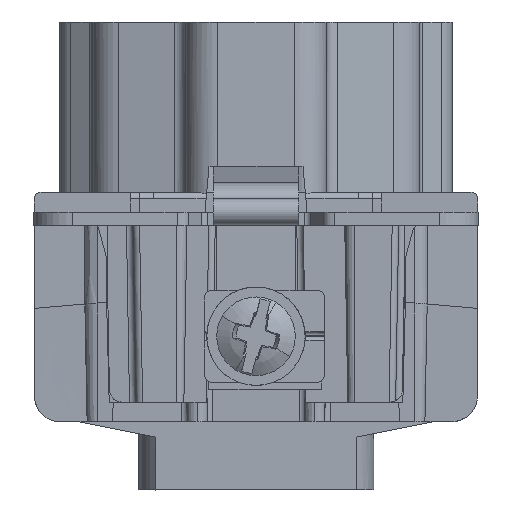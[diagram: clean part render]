
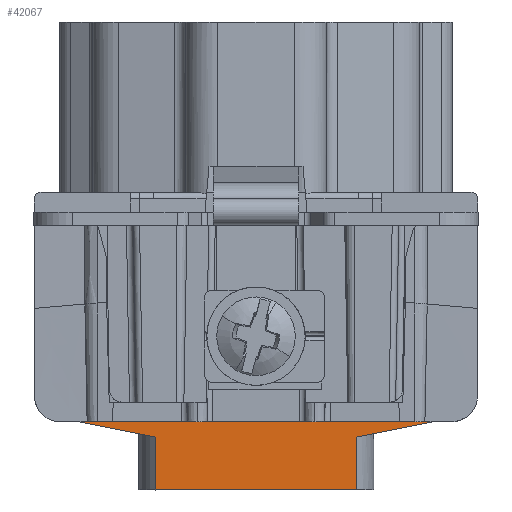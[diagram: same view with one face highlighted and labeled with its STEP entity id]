
A CAD part, front view. The second image highlights one B-rep face of the part: STEP entity #42067.
In plain terms, the highlighted planar face has unit normal (0, -1, 0).
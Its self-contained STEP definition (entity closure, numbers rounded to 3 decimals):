
#41935=AXIS2_PLACEMENT_3D('Plane Axis2P3D',#41932,#41933,#41934) ;
#41939=AXIS2_PLACEMENT_3D('Circle Axis2P3D',#41937,#41938,$) ;
#41967=AXIS2_PLACEMENT_3D('Circle Axis2P3D',#41965,#41966,$) ;
#42009=AXIS2_PLACEMENT_3D('Circle Axis2P3D',#42007,#42008,$) ;
#42037=AXIS2_PLACEMENT_3D('Circle Axis2P3D',#42035,#42036,$) ;
#32669=CARTESIAN_POINT('Vertex',(3.778,15.3,6.2)) ;
#32689=CARTESIAN_POINT('Line Origine',(17.,15.3,6.2)) ;
#32693=CARTESIAN_POINT('Vertex',(30.222,15.3,6.2)) ;
#38936=CARTESIAN_POINT('Vertex',(3.624,15.3,6.2)) ;
#38939=CARTESIAN_POINT('Line Origine',(3.701,15.3,6.2)) ;
#41932=CARTESIAN_POINT('Axis2P3D Location',(17.,15.3,20.2)) ;
#41937=CARTESIAN_POINT('Axis2P3D Location',(3.624,15.3,8.2)) ;
#41941=CARTESIAN_POINT('Vertex',(1.624,15.3,8.2)) ;
#41944=CARTESIAN_POINT('Line Origine',(1.624,15.3,11.75)) ;
#41948=CARTESIAN_POINT('Vertex',(1.624,15.3,15.3)) ;
#41951=CARTESIAN_POINT('Line Origine',(1.062,15.3,15.3)) ;
#41955=CARTESIAN_POINT('Vertex',(0.5,15.3,15.3)) ;
#41958=CARTESIAN_POINT('Line Origine',(0.55,15.3,11.729)) ;
#41962=CARTESIAN_POINT('Vertex',(0.601,15.3,8.158)) ;
#41965=CARTESIAN_POINT('Axis2P3D Location',(3.6,15.3,8.2)) ;
#41969=CARTESIAN_POINT('Vertex',(3.53,15.3,5.201)) ;
#41972=CARTESIAN_POINT('Line Origine',(6.446,15.3,4.616)) ;
#41976=CARTESIAN_POINT('Vertex',(9.362,15.3,4.03)) ;
#41979=CARTESIAN_POINT('Line Origine',(9.362,15.3,2.015)) ;
#41983=CARTESIAN_POINT('Vertex',(9.362,15.3,0.)) ;
#41986=CARTESIAN_POINT('Line Origine',(17.,15.3,0.)) ;
#41990=CARTESIAN_POINT('Vertex',(24.638,15.3,0.)) ;
#41993=CARTESIAN_POINT('Line Origine',(24.638,15.3,2.015)) ;
#41997=CARTESIAN_POINT('Vertex',(24.638,15.3,4.03)) ;
#42000=CARTESIAN_POINT('Line Origine',(27.554,15.3,4.616)) ;
#42004=CARTESIAN_POINT('Vertex',(30.47,15.3,5.201)) ;
#42007=CARTESIAN_POINT('Axis2P3D Location',(30.4,15.3,8.2)) ;
#42011=CARTESIAN_POINT('Vertex',(33.399,15.3,8.158)) ;
#42014=CARTESIAN_POINT('Line Origine',(33.45,15.3,11.729)) ;
#42018=CARTESIAN_POINT('Vertex',(33.5,15.3,15.3)) ;
#42021=CARTESIAN_POINT('Line Origine',(32.938,15.3,15.3)) ;
#42025=CARTESIAN_POINT('Vertex',(32.376,15.3,15.3)) ;
#42028=CARTESIAN_POINT('Line Origine',(32.376,15.3,11.75)) ;
#42032=CARTESIAN_POINT('Vertex',(32.376,15.3,8.2)) ;
#42035=CARTESIAN_POINT('Axis2P3D Location',(30.376,15.3,8.2)) ;
#42039=CARTESIAN_POINT('Vertex',(30.376,15.3,6.2)) ;
#42042=CARTESIAN_POINT('Line Origine',(30.299,15.3,6.2)) ;
#32690=DIRECTION('Vector Direction',(-1.,0.,0.)) ;
#38940=DIRECTION('Vector Direction',(-1.,0.,0.)) ;
#41933=DIRECTION('Axis2P3D Direction',(-0.,1.,0.)) ;
#41934=DIRECTION('Axis2P3D XDirection',(1.,0.,0.)) ;
#41938=DIRECTION('Axis2P3D Direction',(-0.,1.,0.)) ;
#41945=DIRECTION('Vector Direction',(0.,0.,-1.)) ;
#41952=DIRECTION('Vector Direction',(1.,0.,0.)) ;
#41959=DIRECTION('Vector Direction',(-0.014,0.,1.)) ;
#41966=DIRECTION('Axis2P3D Direction',(-0.,1.,0.)) ;
#41973=DIRECTION('Vector Direction',(-0.98,0.,0.197)) ;
#41980=DIRECTION('Vector Direction',(0.,0.,-1.)) ;
#41987=DIRECTION('Vector Direction',(1.,0.,0.)) ;
#41994=DIRECTION('Vector Direction',(0.,0.,1.)) ;
#42001=DIRECTION('Vector Direction',(0.98,0.,0.197)) ;
#42008=DIRECTION('Axis2P3D Direction',(-0.,1.,0.)) ;
#42015=DIRECTION('Vector Direction',(0.014,0.,1.)) ;
#42022=DIRECTION('Vector Direction',(-1.,0.,0.)) ;
#42029=DIRECTION('Vector Direction',(0.,0.,-1.)) ;
#42036=DIRECTION('Axis2P3D Direction',(-0.,1.,0.)) ;
#42043=DIRECTION('Vector Direction',(-1.,0.,0.)) ;
#32691=VECTOR('Line Direction',#32690,1.) ;
#38941=VECTOR('Line Direction',#38940,1.) ;
#41946=VECTOR('Line Direction',#41945,1.) ;
#41953=VECTOR('Line Direction',#41952,1.) ;
#41960=VECTOR('Line Direction',#41959,1.) ;
#41974=VECTOR('Line Direction',#41973,1.) ;
#41981=VECTOR('Line Direction',#41980,1.) ;
#41988=VECTOR('Line Direction',#41987,1.) ;
#41995=VECTOR('Line Direction',#41994,1.) ;
#42002=VECTOR('Line Direction',#42001,1.) ;
#42016=VECTOR('Line Direction',#42015,1.) ;
#42023=VECTOR('Line Direction',#42022,1.) ;
#42030=VECTOR('Line Direction',#42029,1.) ;
#42044=VECTOR('Line Direction',#42043,1.) ;
#42048=ORIENTED_EDGE('',*,*,#32695,.F.) ;
#42049=ORIENTED_EDGE('',*,*,#38943,.T.) ;
#42050=ORIENTED_EDGE('',*,*,#41943,.F.) ;
#42051=ORIENTED_EDGE('',*,*,#41950,.F.) ;
#42052=ORIENTED_EDGE('',*,*,#41957,.F.) ;
#42053=ORIENTED_EDGE('',*,*,#41964,.F.) ;
#42054=ORIENTED_EDGE('',*,*,#41971,.F.) ;
#42055=ORIENTED_EDGE('',*,*,#41978,.F.) ;
#42056=ORIENTED_EDGE('',*,*,#41985,.T.) ;
#42057=ORIENTED_EDGE('',*,*,#41992,.T.) ;
#42058=ORIENTED_EDGE('',*,*,#41999,.T.) ;
#42059=ORIENTED_EDGE('',*,*,#42006,.T.) ;
#42060=ORIENTED_EDGE('',*,*,#42013,.T.) ;
#42061=ORIENTED_EDGE('',*,*,#42020,.T.) ;
#42062=ORIENTED_EDGE('',*,*,#42027,.T.) ;
#42063=ORIENTED_EDGE('',*,*,#42034,.T.) ;
#42064=ORIENTED_EDGE('',*,*,#42041,.T.) ;
#42065=ORIENTED_EDGE('',*,*,#42046,.F.) ;
#42067=ADVANCED_FACE('Hauptk\X2\00F6\X0\rper',(#42066),#41936,.F.) ;
#41940=CIRCLE('generated circle',#41939,2.) ;
#41968=CIRCLE('generated circle',#41967,3.) ;
#42010=CIRCLE('generated circle',#42009,3.) ;
#42038=CIRCLE('generated circle',#42037,2.) ;
#32695=EDGE_CURVE('',#32670,#32694,#32692,.F.) ;
#38943=EDGE_CURVE('',#32670,#38937,#38942,.T.) ;
#41943=EDGE_CURVE('',#41942,#38937,#41940,.F.) ;
#41950=EDGE_CURVE('',#41949,#41942,#41947,.T.) ;
#41957=EDGE_CURVE('',#41956,#41949,#41954,.T.) ;
#41964=EDGE_CURVE('',#41963,#41956,#41961,.T.) ;
#41971=EDGE_CURVE('',#41970,#41963,#41968,.T.) ;
#41978=EDGE_CURVE('',#41977,#41970,#41975,.T.) ;
#41985=EDGE_CURVE('',#41977,#41984,#41982,.T.) ;
#41992=EDGE_CURVE('',#41984,#41991,#41989,.T.) ;
#41999=EDGE_CURVE('',#41991,#41998,#41996,.T.) ;
#42006=EDGE_CURVE('',#41998,#42005,#42003,.T.) ;
#42013=EDGE_CURVE('',#42005,#42012,#42010,.F.) ;
#42020=EDGE_CURVE('',#42012,#42019,#42017,.T.) ;
#42027=EDGE_CURVE('',#42019,#42026,#42024,.T.) ;
#42034=EDGE_CURVE('',#42026,#42033,#42031,.T.) ;
#42041=EDGE_CURVE('',#42033,#42040,#42038,.T.) ;
#42046=EDGE_CURVE('',#32694,#42040,#42045,.F.) ;
#42047=EDGE_LOOP('',(#42048,#42049,#42050,#42051,#42052,#42053,#42054,#42055,#42056,#42057,#42058,#42059,#42060,#42061,#42062,#42063,#42064,#42065)) ;
#42066=FACE_OUTER_BOUND('',#42047,.T.) ;
#32692=LINE('Line',#32689,#32691) ;
#38942=LINE('Line',#38939,#38941) ;
#41947=LINE('Line',#41944,#41946) ;
#41954=LINE('Line',#41951,#41953) ;
#41961=LINE('Line',#41958,#41960) ;
#41975=LINE('Line',#41972,#41974) ;
#41982=LINE('Line',#41979,#41981) ;
#41989=LINE('Line',#41986,#41988) ;
#41996=LINE('Line',#41993,#41995) ;
#42003=LINE('Line',#42000,#42002) ;
#42017=LINE('Line',#42014,#42016) ;
#42024=LINE('Line',#42021,#42023) ;
#42031=LINE('Line',#42028,#42030) ;
#42045=LINE('Line',#42042,#42044) ;
#41936=PLANE('',#41935) ;
#32670=VERTEX_POINT('',#32669) ;
#32694=VERTEX_POINT('',#32693) ;
#38937=VERTEX_POINT('',#38936) ;
#41942=VERTEX_POINT('',#41941) ;
#41949=VERTEX_POINT('',#41948) ;
#41956=VERTEX_POINT('',#41955) ;
#41963=VERTEX_POINT('',#41962) ;
#41970=VERTEX_POINT('',#41969) ;
#41977=VERTEX_POINT('',#41976) ;
#41984=VERTEX_POINT('',#41983) ;
#41991=VERTEX_POINT('',#41990) ;
#41998=VERTEX_POINT('',#41997) ;
#42005=VERTEX_POINT('',#42004) ;
#42012=VERTEX_POINT('',#42011) ;
#42019=VERTEX_POINT('',#42018) ;
#42026=VERTEX_POINT('',#42025) ;
#42033=VERTEX_POINT('',#42032) ;
#42040=VERTEX_POINT('',#42039) ;
